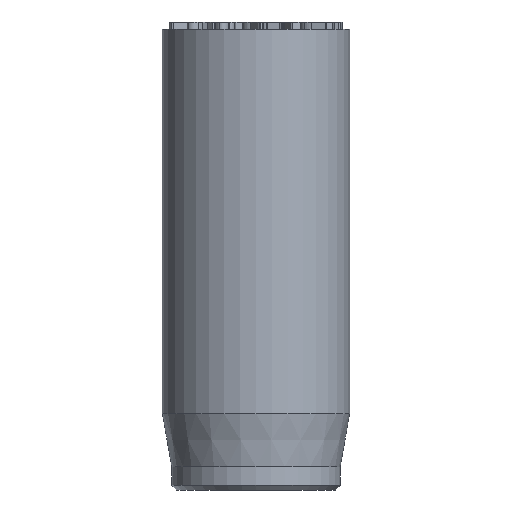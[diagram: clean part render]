
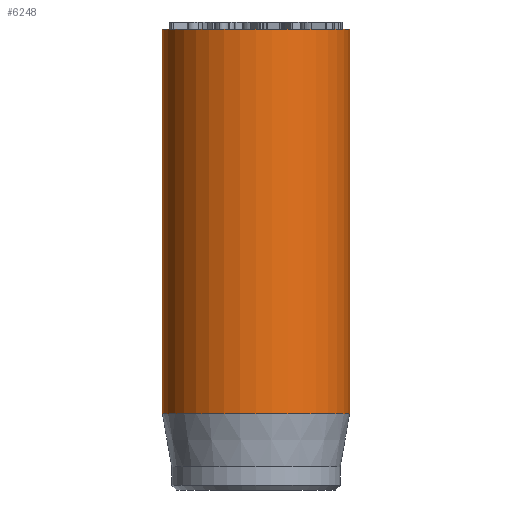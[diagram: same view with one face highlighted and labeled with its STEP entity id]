
A CAD part, front view. The second image highlights one B-rep face of the part: STEP entity #6248.
In plain terms, the highlighted cylindrical face has radius 4 mm (diameter 8 mm), a full revolution.
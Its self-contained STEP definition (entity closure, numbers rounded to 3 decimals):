
#32=CYLINDRICAL_SURFACE('',#6485,4.);
#46=CIRCLE('',#6452,4.);
#62=CIRCLE('',#6483,4.);
#63=CIRCLE('',#6484,4.);
#1014=FACE_OUTER_BOUND('',#1381,.T.);
#1381=EDGE_LOOP('',(#5536,#5537,#5538,#5539,#5540));
#1849=LINE('',#11366,#2335);
#2335=VECTOR('',#7186,4.);
#2924=VERTEX_POINT('',#11305);
#2940=VERTEX_POINT('',#11360);
#2941=VERTEX_POINT('',#11361);
#3798=EDGE_CURVE('',#2924,#2924,#46,.T.);
#3822=EDGE_CURVE('',#2940,#2941,#62,.T.);
#3823=EDGE_CURVE('',#2941,#2940,#63,.T.);
#3825=EDGE_CURVE('',#2924,#2940,#1849,.T.);
#5536=ORIENTED_EDGE('',*,*,#3798,.T.);
#5537=ORIENTED_EDGE('',*,*,#3825,.T.);
#5538=ORIENTED_EDGE('',*,*,#3822,.T.);
#5539=ORIENTED_EDGE('',*,*,#3823,.T.);
#5540=ORIENTED_EDGE('',*,*,#3825,.F.);
#6248=ADVANCED_FACE('',(#1014),#32,.T.);
#6452=AXIS2_PLACEMENT_3D('',#11306,#7109,#7110);
#6483=AXIS2_PLACEMENT_3D('',#11362,#7179,#7180);
#6484=AXIS2_PLACEMENT_3D('',#11363,#7181,#7182);
#6485=AXIS2_PLACEMENT_3D('',#11365,#7184,#7185);
#7109=DIRECTION('center_axis',(0.,0.,-1.));
#7110=DIRECTION('ref_axis',(-1.,0.,0.));
#7179=DIRECTION('center_axis',(0.,0.,1.));
#7180=DIRECTION('ref_axis',(-1.,0.,0.));
#7181=DIRECTION('center_axis',(0.,0.,1.));
#7182=DIRECTION('ref_axis',(-1.,0.,0.));
#7184=DIRECTION('center_axis',(0.,0.,1.));
#7185=DIRECTION('ref_axis',(-1.,0.,0.));
#7186=DIRECTION('',(0.,0.,-1.));
#11305=CARTESIAN_POINT('',(4.,0.,19.7));
#11306=CARTESIAN_POINT('Origin',(0.,0.,19.7));
#11360=CARTESIAN_POINT('',(4.,0.,3.269));
#11361=CARTESIAN_POINT('',(-4.,0.,3.269));
#11362=CARTESIAN_POINT('Origin',(0.,0.,3.269));
#11363=CARTESIAN_POINT('Origin',(0.,0.,3.269));
#11365=CARTESIAN_POINT('Origin',(0.,0.,0.));
#11366=CARTESIAN_POINT('',(4.,0.,0.));
